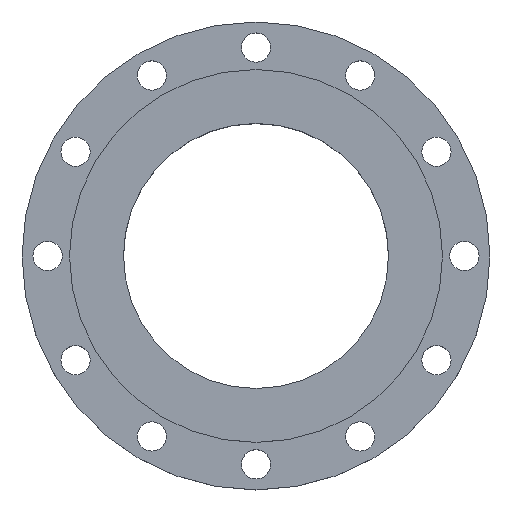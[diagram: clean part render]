
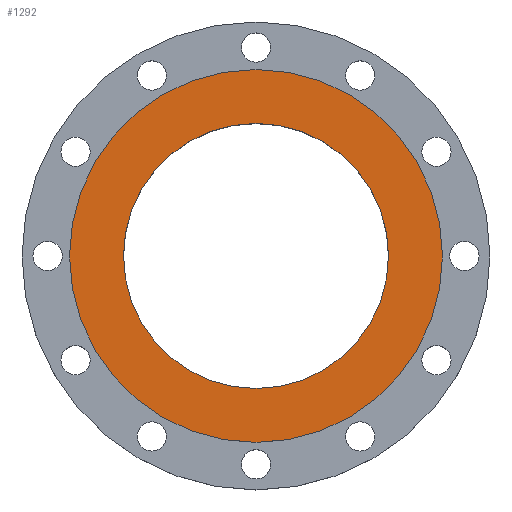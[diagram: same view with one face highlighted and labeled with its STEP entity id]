
A CAD part, top view. The second image highlights one B-rep face of the part: STEP entity #1292.
In plain terms, the highlighted planar face has unit normal (0, 0, 1).
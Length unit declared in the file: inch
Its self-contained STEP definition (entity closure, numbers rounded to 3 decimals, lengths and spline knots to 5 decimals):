
#48 = DIRECTION ( 'NONE',  ( 1., 0., 0. ) ) ;
#66 = EDGE_CURVE ( 'NONE', #199, #1222, #1421, .T. ) ;
#78 = AXIS2_PLACEMENT_3D ( 'NONE', #1224, #795, #225 ) ;
#119 = AXIS2_PLACEMENT_3D ( 'NONE', #647, #1290, #1316 ) ;
#199 = VERTEX_POINT ( 'NONE', #1142 ) ;
#207 = PLANE ( 'NONE',  #119 ) ;
#225 = DIRECTION ( 'NONE',  ( 1., 0., 0. ) ) ;
#344 = CARTESIAN_POINT ( 'NONE',  ( 4.531, 0., 0. ) ) ;
#375 = CARTESIAN_POINT ( 'NONE',  ( 0., 0., 0. ) ) ;
#487 = CIRCLE ( 'NONE', #78, 6.375 ) ;
#488 = CARTESIAN_POINT ( 'NONE',  ( 0., 0., 0. ) ) ;
#491 = ORIENTED_EDGE ( 'NONE', *, *, #66, .T. ) ;
#499 = DIRECTION ( 'NONE',  ( 1., 0., 0. ) ) ;
#562 = ORIENTED_EDGE ( 'NONE', *, *, #1139, .F. ) ;
#572 = DIRECTION ( 'NONE',  ( 0., 0., 1. ) ) ;
#625 = AXIS2_PLACEMENT_3D ( 'NONE', #488, #572, #690 ) ;
#647 = CARTESIAN_POINT ( 'NONE',  ( 0., 4.531, 0. ) ) ;
#690 = DIRECTION ( 'NONE',  ( 1., 0., 0. ) ) ;
#749 = EDGE_LOOP ( 'NONE', ( #491, #802 ) ) ;
#756 = FACE_OUTER_BOUND ( 'NONE', #749, .T. ) ;
#765 = AXIS2_PLACEMENT_3D ( 'NONE', #830, #1054, #48 ) ;
#790 = AXIS2_PLACEMENT_3D ( 'NONE', #375, #825, #499 ) ;
#795 = DIRECTION ( 'NONE',  ( 0., 0., 1. ) ) ;
#802 = ORIENTED_EDGE ( 'NONE', *, *, #1403, .T. ) ;
#825 = DIRECTION ( 'NONE',  ( 0., 0., 1. ) ) ;
#830 = CARTESIAN_POINT ( 'NONE',  ( 0., 0., 0. ) ) ;
#831 = EDGE_CURVE ( 'NONE', #969, #976, #886, .T. ) ;
#849 = FACE_BOUND ( 'NONE', #1304, .T. ) ;
#886 = CIRCLE ( 'NONE', #765, 4.531 ) ;
#969 = VERTEX_POINT ( 'NONE', #1358 ) ;
#976 = VERTEX_POINT ( 'NONE', #344 ) ;
#1054 = DIRECTION ( 'NONE',  ( 0., 0., 1. ) ) ;
#1074 = ORIENTED_EDGE ( 'NONE', *, *, #831, .F. ) ;
#1097 = CARTESIAN_POINT ( 'NONE',  ( -6.375, 0., 0. ) ) ;
#1139 = EDGE_CURVE ( 'NONE', #976, #969, #1428, .T. ) ;
#1142 = CARTESIAN_POINT ( 'NONE',  ( 6.375, 0., 0. ) ) ;
#1222 = VERTEX_POINT ( 'NONE', #1097 ) ;
#1224 = CARTESIAN_POINT ( 'NONE',  ( 0., 0., 0. ) ) ;
#1290 = DIRECTION ( 'NONE',  ( 0., 0., -1. ) ) ;
#1292 = ADVANCED_FACE ( 'NONE', ( #849, #756 ), #207, .F. ) ;
#1304 = EDGE_LOOP ( 'NONE', ( #562, #1074 ) ) ;
#1316 = DIRECTION ( 'NONE',  ( -1., 0., 0. ) ) ;
#1358 = CARTESIAN_POINT ( 'NONE',  ( -4.531, 0., 0. ) ) ;
#1403 = EDGE_CURVE ( 'NONE', #1222, #199, #487, .T. ) ;
#1421 = CIRCLE ( 'NONE', #625, 6.375 ) ;
#1428 = CIRCLE ( 'NONE', #790, 4.531 ) ;
